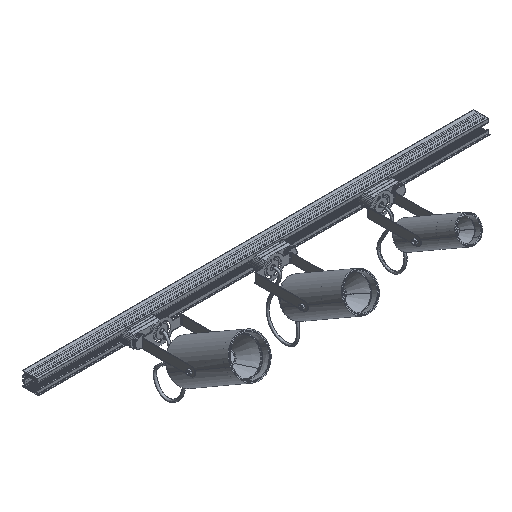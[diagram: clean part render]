
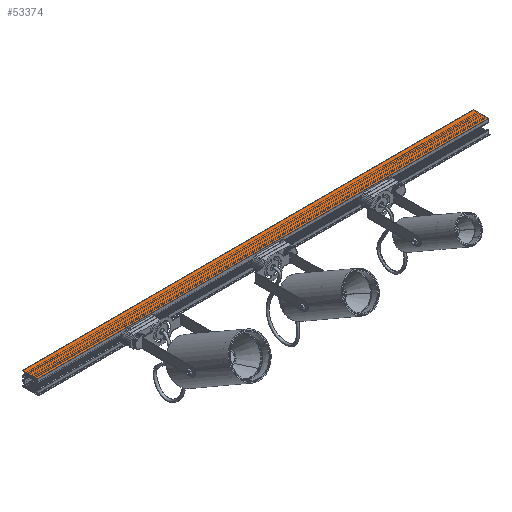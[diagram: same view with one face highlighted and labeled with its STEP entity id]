
A CAD part, isometric view. The second image highlights one B-rep face of the part: STEP entity #53374.
In plain terms, the highlighted planar face has unit normal (0, 0, 1).
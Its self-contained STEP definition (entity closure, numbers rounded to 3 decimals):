
#5614 = ORIENTED_EDGE ( 'NONE', *, *, #55638, .T. ) ;
#6668 = DIRECTION ( 'NONE',  ( 0., 1., 0. ) ) ;
#8453 = CARTESIAN_POINT ( 'NONE',  ( 579.75, 88.632, 5.07 ) ) ;
#10544 = CARTESIAN_POINT ( 'NONE',  ( 579.75, 88.632, 5.07 ) ) ;
#10826 = ORIENTED_EDGE ( 'NONE', *, *, #21272, .T. ) ;
#11776 = DIRECTION ( 'NONE',  ( -1., 0., 0. ) ) ;
#11899 = LINE ( 'NONE', #14925, #17814 ) ;
#13871 = ORIENTED_EDGE ( 'NONE', *, *, #20367, .T. ) ;
#13976 = LINE ( 'NONE', #43618, #43442 ) ;
#14925 = CARTESIAN_POINT ( 'NONE',  ( 579.75, 88.632, 5.07 ) ) ;
#17814 = VECTOR ( 'NONE', #6668, 1000. ) ;
#20367 = EDGE_CURVE ( 'NONE', #56105, #51371, #47310, .T. ) ;
#20931 = AXIS2_PLACEMENT_3D ( 'NONE', #60454, #51192, #27314 ) ;
#20990 = CARTESIAN_POINT ( 'NONE',  ( -420.25, 122.034, 5.07 ) ) ;
#21272 = EDGE_CURVE ( 'NONE', #26879, #32338, #11899, .T. ) ;
#22376 = VECTOR ( 'NONE', #11776, 1000. ) ;
#23417 = DIRECTION ( 'NONE',  ( 0., -1., 0. ) ) ;
#26879 = VERTEX_POINT ( 'NONE', #8453 ) ;
#27314 = DIRECTION ( 'NONE',  ( -1., 0., 0. ) ) ;
#31919 = FACE_OUTER_BOUND ( 'NONE', #35174, .T. ) ;
#32163 = ORIENTED_EDGE ( 'NONE', *, *, #39691, .F. ) ;
#32338 = VERTEX_POINT ( 'NONE', #37875 ) ;
#35174 = EDGE_LOOP ( 'NONE', ( #13871, #32163, #10826, #5614 ) ) ;
#37875 = CARTESIAN_POINT ( 'NONE',  ( 579.75, 122.034, 5.07 ) ) ;
#38530 = VECTOR ( 'NONE', #23417, 1000. ) ;
#39279 = DIRECTION ( 'NONE',  ( -1., 0., 0. ) ) ;
#39691 = EDGE_CURVE ( 'NONE', #26879, #51371, #59922, .T. ) ;
#40064 = PLANE ( 'NONE',  #20931 ) ;
#43442 = VECTOR ( 'NONE', #39279, 1000. ) ;
#43618 = CARTESIAN_POINT ( 'NONE',  ( 579.75, 122.034, 5.07 ) ) ;
#47310 = LINE ( 'NONE', #20990, #38530 ) ;
#50981 = CARTESIAN_POINT ( 'NONE',  ( -420.25, 122.034, 5.07 ) ) ;
#51192 = DIRECTION ( 'NONE',  ( 0., 0., -1. ) ) ;
#51371 = VERTEX_POINT ( 'NONE', #58382 ) ;
#53374 = ADVANCED_FACE ( 'NONE', ( #31919 ), #40064, .F. ) ;
#55638 = EDGE_CURVE ( 'NONE', #32338, #56105, #13976, .T. ) ;
#56105 = VERTEX_POINT ( 'NONE', #50981 ) ;
#58382 = CARTESIAN_POINT ( 'NONE',  ( -420.25, 88.632, 5.07 ) ) ;
#59922 = LINE ( 'NONE', #10544, #22376 ) ;
#60454 = CARTESIAN_POINT ( 'NONE',  ( 0., 0., 5.07 ) ) ;
